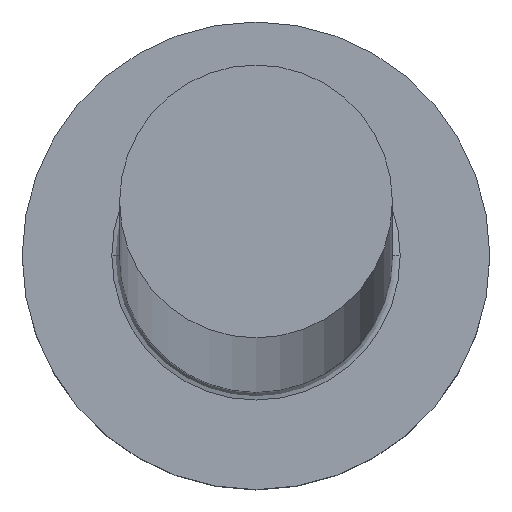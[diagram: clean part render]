
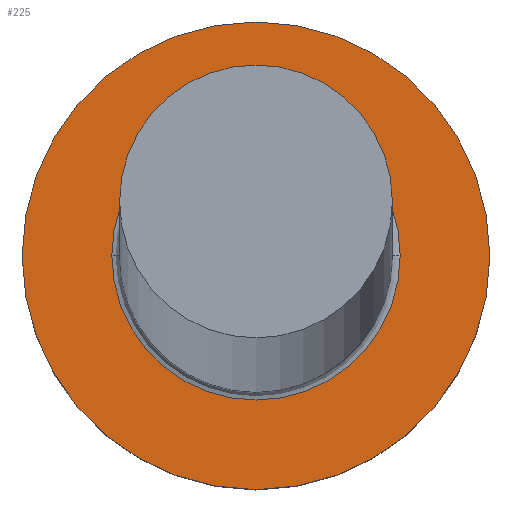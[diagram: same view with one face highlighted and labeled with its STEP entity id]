
A CAD part, top view. The second image highlights one B-rep face of the part: STEP entity #225.
In plain terms, the highlighted planar face has unit normal (0, 0, 1).
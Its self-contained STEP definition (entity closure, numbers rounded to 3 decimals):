
#3 = CARTESIAN_POINT ( 'NONE',  ( -3.7, 0., 5. ) ) ;
#5 = CARTESIAN_POINT ( 'NONE',  ( -6., 0., 5. ) ) ;
#13 = EDGE_LOOP ( 'NONE', ( #194, #65 ) ) ;
#14 = ORIENTED_EDGE ( 'NONE', *, *, #285, .T. ) ;
#30 = CIRCLE ( 'NONE', #206, 3.7 ) ;
#49 = DIRECTION ( 'NONE',  ( 1., 0., 0. ) ) ;
#54 = AXIS2_PLACEMENT_3D ( 'NONE', #235, #258, #49 ) ;
#59 = VERTEX_POINT ( 'NONE', #296 ) ;
#65 = ORIENTED_EDGE ( 'NONE', *, *, #304, .T. ) ;
#67 = DIRECTION ( 'NONE',  ( 0., 0., 1. ) ) ;
#93 = CIRCLE ( 'NONE', #159, 6. ) ;
#100 = EDGE_LOOP ( 'NONE', ( #14, #292 ) ) ;
#110 = DIRECTION ( 'NONE',  ( 1., 0., 0. ) ) ;
#114 = CIRCLE ( 'NONE', #123, 6. ) ;
#120 = PLANE ( 'NONE',  #54 ) ;
#121 = DIRECTION ( 'NONE',  ( 0., 0., -1. ) ) ;
#123 = AXIS2_PLACEMENT_3D ( 'NONE', #259, #67, #264 ) ;
#124 = CARTESIAN_POINT ( 'NONE',  ( 6., 0., 5. ) ) ;
#126 = CARTESIAN_POINT ( 'NONE',  ( 0., 0., 5. ) ) ;
#159 = AXIS2_PLACEMENT_3D ( 'NONE', #233, #282, #279 ) ;
#164 = FACE_OUTER_BOUND ( 'NONE', #100, .T. ) ;
#166 = FACE_BOUND ( 'NONE', #13, .T. ) ;
#181 = VERTEX_POINT ( 'NONE', #5 ) ;
#194 = ORIENTED_EDGE ( 'NONE', *, *, #243, .T. ) ;
#203 = EDGE_CURVE ( 'NONE', #252, #181, #114, .T. ) ;
#205 = DIRECTION ( 'NONE',  ( 0., 0., -1. ) ) ;
#206 = AXIS2_PLACEMENT_3D ( 'NONE', #250, #205, #110 ) ;
#210 = DIRECTION ( 'NONE',  ( 1., 0., 0. ) ) ;
#225 = ADVANCED_FACE ( 'NONE', ( #166, #164 ), #120, .T. ) ;
#233 = CARTESIAN_POINT ( 'NONE',  ( 0., 0., 5. ) ) ;
#235 = CARTESIAN_POINT ( 'NONE',  ( 0., 0., 5. ) ) ;
#243 = EDGE_CURVE ( 'NONE', #59, #278, #289, .T. ) ;
#250 = CARTESIAN_POINT ( 'NONE',  ( 0., 0., 5. ) ) ;
#252 = VERTEX_POINT ( 'NONE', #124 ) ;
#258 = DIRECTION ( 'NONE',  ( 0., 0., 1. ) ) ;
#259 = CARTESIAN_POINT ( 'NONE',  ( 0., 0., 5. ) ) ;
#263 = AXIS2_PLACEMENT_3D ( 'NONE', #126, #121, #210 ) ;
#264 = DIRECTION ( 'NONE',  ( 1., 0., 0. ) ) ;
#278 = VERTEX_POINT ( 'NONE', #3 ) ;
#279 = DIRECTION ( 'NONE',  ( 1., 0., 0. ) ) ;
#282 = DIRECTION ( 'NONE',  ( 0., 0., 1. ) ) ;
#285 = EDGE_CURVE ( 'NONE', #181, #252, #93, .T. ) ;
#289 = CIRCLE ( 'NONE', #263, 3.7 ) ;
#292 = ORIENTED_EDGE ( 'NONE', *, *, #203, .T. ) ;
#296 = CARTESIAN_POINT ( 'NONE',  ( 3.7, 0., 5. ) ) ;
#304 = EDGE_CURVE ( 'NONE', #278, #59, #30, .T. ) ;
